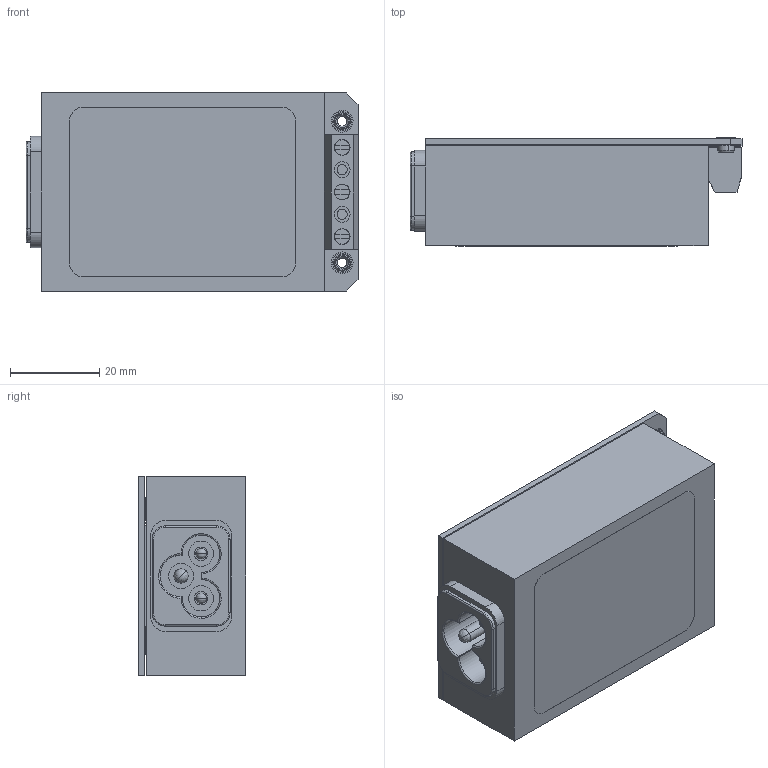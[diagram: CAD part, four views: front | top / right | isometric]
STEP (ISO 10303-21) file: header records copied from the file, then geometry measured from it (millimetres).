
FILE_DESCRIPTION (( 'STEP AP214' ), '1' );
FILE_NAME ('BP62005.STEP', '2022-04-20T17:30:49', ( '' ), ( '' ), 'SwSTEP 2.0', 'SolidWorks 2020', '' );
FILE_SCHEMA (( 'AUTOMOTIVE_DESIGN' ));
Length unit declared in the file: inch
Products named in the file (14): Tape_VHB_5W_IEC; 321212000 Rev B_web model; PEM_FEX-440; 321212000 assembly_web model BP6; 730045025; 850450010_850450010; 850450010_850450010_5W; BP62005; covers_860047016; 860047926 Rev B_860047929; Screw 4-40x_25 PHMS_90272A106; Label_model_ser_050059035; PDI_ 42R51-5131-NFPT_.031 thick board; Round Spacer_#4 .25R,.688L
Assembly tree (16 placements, depth 3):
  BP62005
    860047926 Rev B_860047929
    321212000 assembly_web model BP6
      321212000 Rev B_web model
      Round Spacer_#4 .25R,.688L  x2
      Screw 4-40x_25 PHMS_90272A106  x2
      PDI_ 42R51-5131-NFPT_.031 thick board
    730045025
    covers_860047016
    850450010_850450010
      850450010_850450010_5W
      PEM_FEX-440  x2
    Tape_VHB_5W_IEC
    Label_model_ser_050059035
Bounding box: 74.51 x 24.18 x 44.45 mm (x, y, z)
Volume: 22366.1 mm3; surface area: 45904.6 mm2
Topology: 23 solids, 23 shells, 905 faces, 2385 edges, 1558 vertices
Faces by surface type: cylinder 470, plane 343, bspline 44, cone 36, torus 8, sphere 4
Entity records: 30968 total; most frequent: CARTESIAN_POINT 6279, DIRECTION 4134, ORIENTED_EDGE 4022, EDGE_CURVE 2011, AXIS2_PLACEMENT_3D 1536, VERTEX_POINT 1321, VECTOR 1062, LINE 1062
